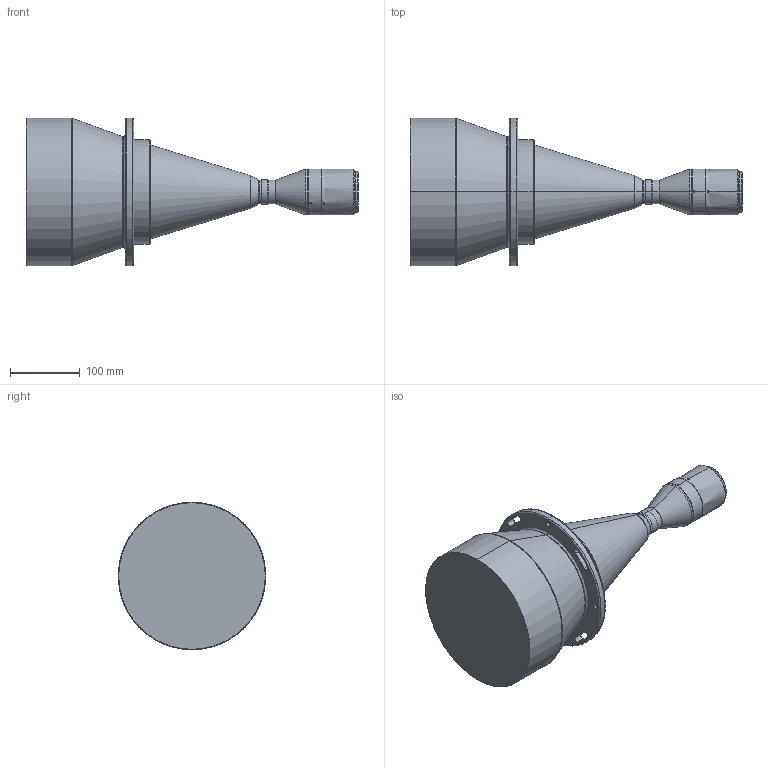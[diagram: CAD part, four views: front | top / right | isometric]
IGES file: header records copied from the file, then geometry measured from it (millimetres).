
Start section: SolidWorks IGES file using analytic representation for surfaces
Global section: file name: DTCM210-170-M58-AL.IGS; native system: SolidWorks 2012; preprocessor: SolidWorks 2012; author: ZXC; date: 180723.153128; units: millimetre
Bounding box: 477.4 x 212 x 212 mm (x, y, z)
Surface area: 258881.9 mm2 (no closed solid volume)
Topology: 0 solids, 0 shells, 127 faces, 2512 edges, 2500 vertices
Faces by surface type: revolution 98, bspline 29
